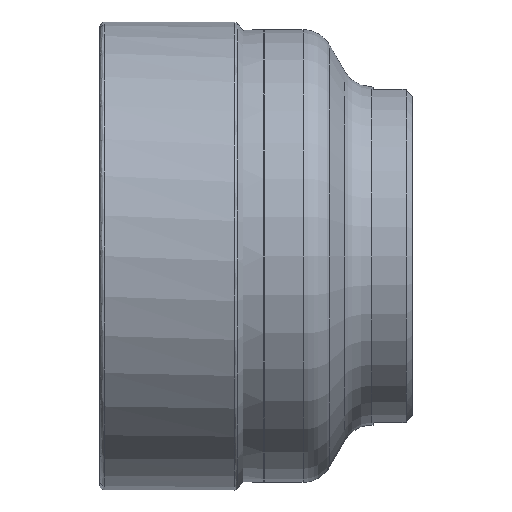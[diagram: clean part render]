
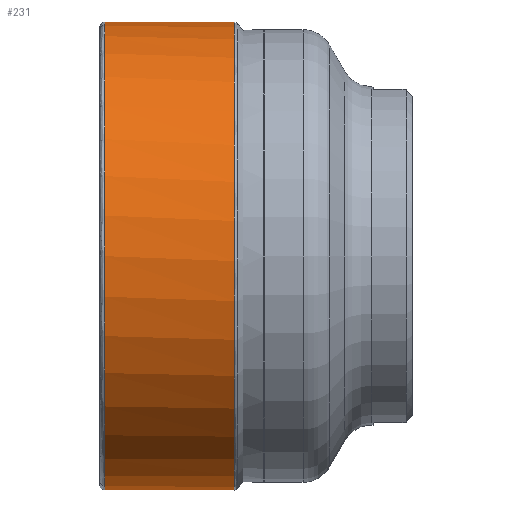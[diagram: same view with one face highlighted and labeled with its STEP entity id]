
A CAD part, front view. The second image highlights one B-rep face of the part: STEP entity #231.
In plain terms, the highlighted face is a revolution surface.
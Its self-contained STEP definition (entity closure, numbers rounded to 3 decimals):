
#51=SURFACE_OF_REVOLUTION('',#76,#69);
#69=AXIS1_PLACEMENT('',#1938,#1401);
#76=(
BOUNDED_CURVE()
B_SPLINE_CURVE(3,(#1934,#1935,#1936,#1937),.UNSPECIFIED.,.F.,.F.)
B_SPLINE_CURVE_WITH_KNOTS((4,4),(0.,1.),.UNSPECIFIED.)
CURVE()
GEOMETRIC_REPRESENTATION_ITEM()
RATIONAL_B_SPLINE_CURVE((1.,1.,1.,1.))
REPRESENTATION_ITEM('')
);
#231=ADVANCED_FACE('',(#424,#425),#51,.F.);
#424=FACE_BOUND('',#542,.T.);
#425=FACE_BOUND('',#543,.T.);
#542=EDGE_LOOP('',(#762));
#543=EDGE_LOOP('',(#763));
#762=ORIENTED_EDGE('',*,*,#961,.T.);
#763=ORIENTED_EDGE('',*,*,#962,.F.);
#851=VERTEX_POINT('',#1916);
#852=VERTEX_POINT('',#1933);
#961=EDGE_CURVE('',#851,#851,#1019,.T.);
#962=EDGE_CURVE('',#852,#852,#1020,.T.);
#1019=CIRCLE('',#1132,38.05);
#1020=CIRCLE('',#1133,38.05);
#1132=AXIS2_PLACEMENT_3D('',#1915,#1396,#1397);
#1133=AXIS2_PLACEMENT_3D('',#1932,#1399,#1400);
#1396=DIRECTION('',(1.,0.,0.));
#1397=DIRECTION('',(0.,0.,-1.));
#1399=DIRECTION('',(1.,0.,0.));
#1400=DIRECTION('',(0.,0.,-1.));
#1401=DIRECTION('',(1.,0.,0.));
#1915=CARTESIAN_POINT('',(0.8,0.,0.));
#1916=CARTESIAN_POINT('',(0.8,0.,-38.05));
#1932=CARTESIAN_POINT('',(21.902,0.,0.));
#1933=CARTESIAN_POINT('',(21.902,0.,-38.05));
#1934=CARTESIAN_POINT('',(21.902,37.967,2.508));
#1935=CARTESIAN_POINT('',(14.885,38.049,1.547));
#1936=CARTESIAN_POINT('',(7.85,38.077,0.733));
#1937=CARTESIAN_POINT('',(0.8,38.05,0.069));
#1938=CARTESIAN_POINT('',(0.,0.,0.));
